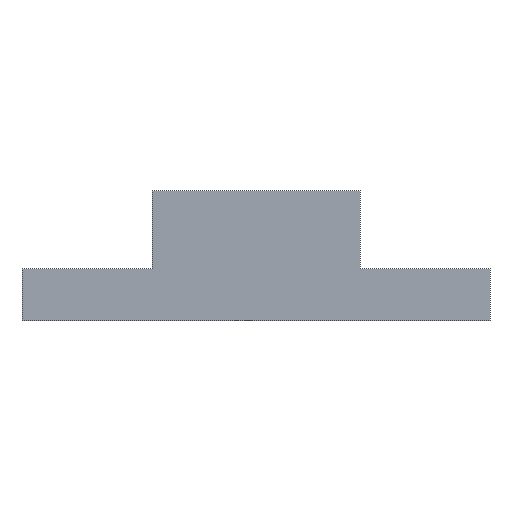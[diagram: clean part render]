
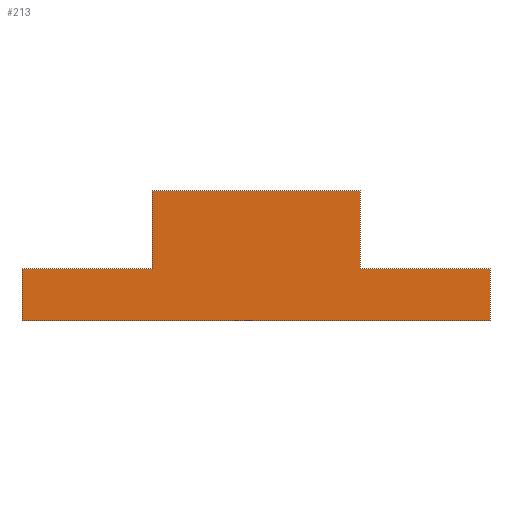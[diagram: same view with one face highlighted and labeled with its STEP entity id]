
A CAD part, front view. The second image highlights one B-rep face of the part: STEP entity #213.
In plain terms, the highlighted planar face has unit normal (0, -1, 0).
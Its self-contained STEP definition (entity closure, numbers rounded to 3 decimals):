
#42=CARTESIAN_POINT('Vertex',(400.,-2500.,200.)) ;
#56=CARTESIAN_POINT('Vertex',(400.,-2500.,500.)) ;
#59=CARTESIAN_POINT('Line Origine',(400.,-2500.,350.)) ;
#139=CARTESIAN_POINT('Line Origine',(0.,-2500.,500.)) ;
#143=CARTESIAN_POINT('Vertex',(-400.,-2500.,500.)) ;
#158=CARTESIAN_POINT('Axis2P3D Location',(900.,-2500.,0.)) ;
#163=CARTESIAN_POINT('Line Origine',(-400.,-2500.,350.)) ;
#167=CARTESIAN_POINT('Vertex',(-400.,-2500.,200.)) ;
#170=CARTESIAN_POINT('Line Origine',(-650.,-2500.,200.)) ;
#174=CARTESIAN_POINT('Vertex',(-900.,-2500.,200.)) ;
#177=CARTESIAN_POINT('Line Origine',(-900.,-2500.,100.)) ;
#181=CARTESIAN_POINT('Vertex',(-900.,-2500.,0.)) ;
#184=CARTESIAN_POINT('Line Origine',(0.,-2500.,0.)) ;
#188=CARTESIAN_POINT('Vertex',(900.,-2500.,0.)) ;
#191=CARTESIAN_POINT('Line Origine',(900.,-2500.,100.)) ;
#195=CARTESIAN_POINT('Vertex',(900.,-2500.,200.)) ;
#198=CARTESIAN_POINT('Line Origine',(650.,-2500.,200.)) ;
#61=VECTOR('Line Direction',#60,1.) ;
#141=VECTOR('Line Direction',#140,1.) ;
#165=VECTOR('Line Direction',#164,1.) ;
#172=VECTOR('Line Direction',#171,1.) ;
#179=VECTOR('Line Direction',#178,1.) ;
#186=VECTOR('Line Direction',#185,1.) ;
#193=VECTOR('Line Direction',#192,1.) ;
#200=VECTOR('Line Direction',#199,1.) ;
#60=DIRECTION('Vector Direction',(0.,0.,-1.)) ;
#140=DIRECTION('Vector Direction',(-1.,0.,0.)) ;
#159=DIRECTION('Axis2P3D Direction',(0.,1.,-0.)) ;
#160=DIRECTION('Axis2P3D XDirection',(-1.,0.,0.)) ;
#164=DIRECTION('Vector Direction',(0.,0.,-1.)) ;
#171=DIRECTION('Vector Direction',(-1.,0.,0.)) ;
#178=DIRECTION('Vector Direction',(0.,0.,1.)) ;
#185=DIRECTION('Vector Direction',(-1.,0.,0.)) ;
#192=DIRECTION('Vector Direction',(0.,0.,1.)) ;
#199=DIRECTION('Vector Direction',(-1.,0.,0.)) ;
#161=AXIS2_PLACEMENT_3D('Plane Axis2P3D',#158,#159,#160) ;
#62=LINE('Line',#59,#61) ;
#142=LINE('Line',#139,#141) ;
#166=LINE('Line',#163,#165) ;
#173=LINE('Line',#170,#172) ;
#180=LINE('Line',#177,#179) ;
#187=LINE('Line',#184,#186) ;
#194=LINE('Line',#191,#193) ;
#201=LINE('Line',#198,#200) ;
#162=PLANE('',#161) ;
#63=EDGE_CURVE('',#57,#43,#62,.T.) ;
#145=EDGE_CURVE('',#144,#57,#142,.F.) ;
#169=EDGE_CURVE('',#144,#168,#166,.T.) ;
#176=EDGE_CURVE('',#175,#168,#173,.F.) ;
#183=EDGE_CURVE('',#182,#175,#180,.T.) ;
#190=EDGE_CURVE('',#182,#189,#187,.F.) ;
#197=EDGE_CURVE('',#189,#196,#194,.T.) ;
#202=EDGE_CURVE('',#196,#43,#201,.T.) ;
#204=ORIENTED_EDGE('',*,*,#169,.T.) ;
#205=ORIENTED_EDGE('',*,*,#176,.F.) ;
#206=ORIENTED_EDGE('',*,*,#183,.F.) ;
#207=ORIENTED_EDGE('',*,*,#190,.T.) ;
#208=ORIENTED_EDGE('',*,*,#197,.T.) ;
#209=ORIENTED_EDGE('',*,*,#202,.T.) ;
#210=ORIENTED_EDGE('',*,*,#63,.F.) ;
#211=ORIENTED_EDGE('',*,*,#145,.F.) ;
#203=EDGE_LOOP('',(#204,#205,#206,#207,#208,#209,#210,#211)) ;
#43=VERTEX_POINT('',#42) ;
#57=VERTEX_POINT('',#56) ;
#144=VERTEX_POINT('',#143) ;
#168=VERTEX_POINT('',#167) ;
#175=VERTEX_POINT('',#174) ;
#182=VERTEX_POINT('',#181) ;
#189=VERTEX_POINT('',#188) ;
#196=VERTEX_POINT('',#195) ;
#213=ADVANCED_FACE('PartBody',(#212),#162,.F.) ;
#212=FACE_OUTER_BOUND('',#203,.T.) ;
